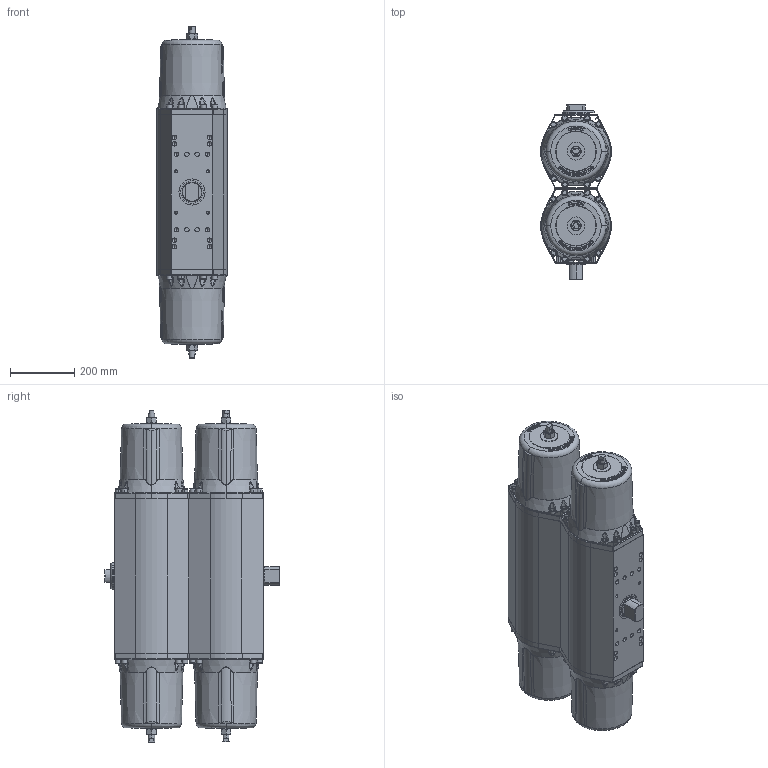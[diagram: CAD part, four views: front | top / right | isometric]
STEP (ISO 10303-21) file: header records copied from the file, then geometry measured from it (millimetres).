
FILE_DESCRIPTION (( 'STEP AP214' ), '1' );
FILE_NAME ('RC88-SR.STEP', '2020-01-28T06:19:33', ( '' ), ( '' ), 'SwSTEP 2.0', 'SolidWorks 2019', '' );
FILE_SCHEMA (( 'AUTOMOTIVE_DESIGN' ));
Length unit declared in the file: millimetre
Products named in the file (1): RC88-SR
Bounding box: 220 x 543.6 x 1032.2 mm (x, y, z)
Volume: 69593151.4 mm3; surface area: 1409042.8 mm2
Topology: 1 solids, 1 shells, 2981 faces, 7680 edges, 4853 vertices
Faces by surface type: plane 1280, bspline 1008, cylinder 398, cone 167, torus 128
Entity records: 158036 total; most frequent: CARTESIAN_POINT 83280, ORIENTED_EDGE 15174, DIRECTION 10414, EDGE_CURVE 7587, VERTEX_POINT 4850, LINE 3910, VECTOR 3910, AXIS2_PLACEMENT_3D 3252
